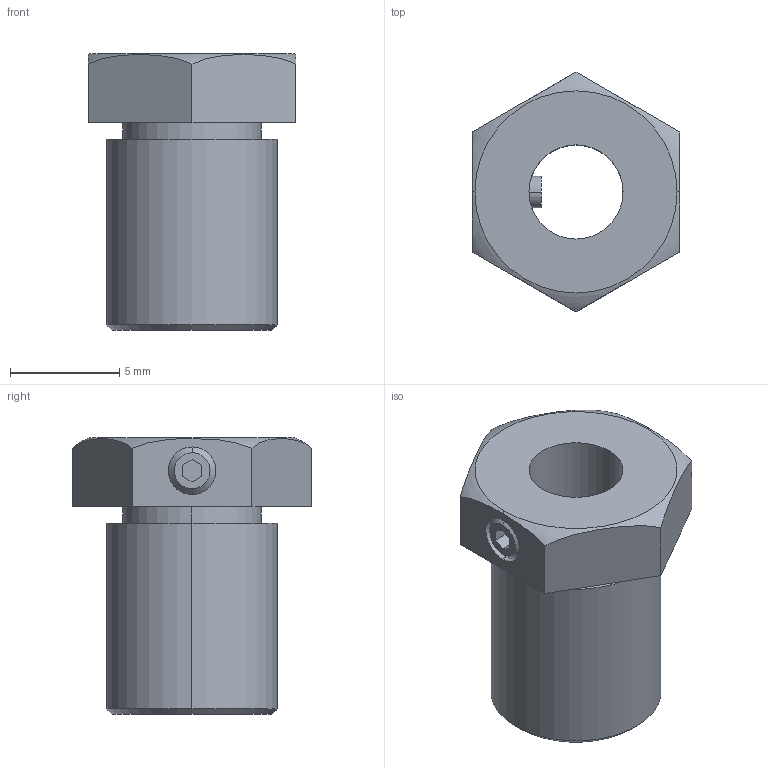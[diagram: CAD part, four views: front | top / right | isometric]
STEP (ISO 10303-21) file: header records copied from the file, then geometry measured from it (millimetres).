
FILE_DESCRIPTION (( 'STEP AP214' ), '1' );
FILE_NAME ('0237-E0W.step', '2007-10-24T21:25:07', ( ' ' ), ( ' ' ), 'SwSTEP 2.0', 'SolidWorks 2007', '' );
FILE_SCHEMA (( 'AUTOMOTIVE_DESIGN' ));
Length unit declared in the file: inch
Products named in the file (1): 0237-E0W
Bounding box: 9.53 x 11 x 12.7 mm (x, y, z)
Volume: 504.5 mm3; surface area: 700.6 mm2
Topology: 2 solids, 2 shells, 39 faces, 91 edges, 58 vertices
Faces by surface type: plane 19, cylinder 12, cone 6, torus 2
Entity records: 1758 total; most frequent: CARTESIAN_POINT 307, DIRECTION 189, ORIENTED_EDGE 182, EDGE_CURVE 91, AXIS2_PLACEMENT_3D 70, VERTEX_POINT 58, VECTOR 49, LINE 49
